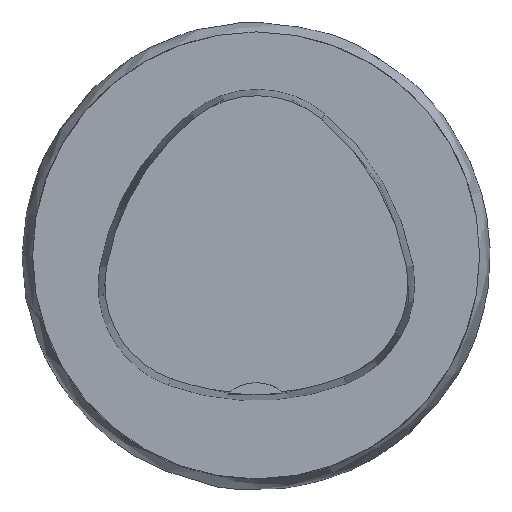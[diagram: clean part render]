
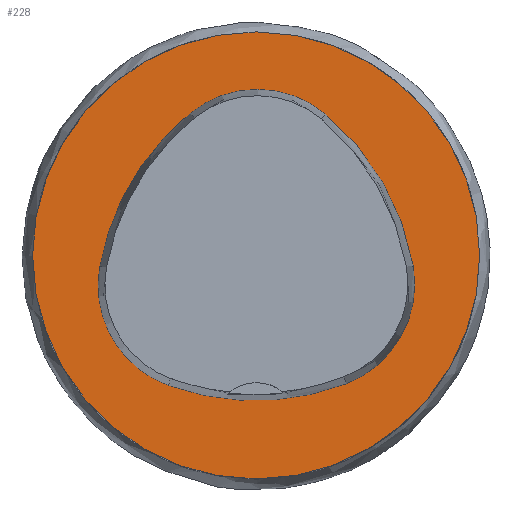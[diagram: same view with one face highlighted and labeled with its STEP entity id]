
A CAD part, top view. The second image highlights one B-rep face of the part: STEP entity #228.
In plain terms, the highlighted planar face has unit normal (0, 0, 1).
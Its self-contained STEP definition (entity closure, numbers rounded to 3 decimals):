
#204=FACE_BOUND('',#321,.T.);
#205=FACE_BOUND('',#322,.T.);
#228=ADVANCED_FACE('',(#204,#205),#247,.T.);
#247=PLANE('',#771);
#321=EDGE_LOOP('',(#416,#417,#418,#419,#420,#421));
#322=EDGE_LOOP('',(#422));
#416=ORIENTED_EDGE('',*,*,#558,.T.);
#417=ORIENTED_EDGE('',*,*,#538,.T.);
#418=ORIENTED_EDGE('',*,*,#542,.T.);
#419=ORIENTED_EDGE('',*,*,#545,.T.);
#420=ORIENTED_EDGE('',*,*,#548,.T.);
#421=ORIENTED_EDGE('',*,*,#556,.T.);
#422=ORIENTED_EDGE('',*,*,#529,.F.);
#482=VERTEX_POINT('',#1068);
#491=VERTEX_POINT('',#1087);
#492=VERTEX_POINT('',#1088);
#495=VERTEX_POINT('',#1096);
#497=VERTEX_POINT('',#1102);
#499=VERTEX_POINT('',#1108);
#506=VERTEX_POINT('',#1129);
#529=EDGE_CURVE('',#482,#482,#583,.T.);
#538=EDGE_CURVE('',#491,#492,#584,.T.);
#542=EDGE_CURVE('',#492,#495,#586,.T.);
#545=EDGE_CURVE('',#495,#497,#588,.T.);
#548=EDGE_CURVE('',#497,#499,#590,.T.);
#556=EDGE_CURVE('',#499,#506,#594,.T.);
#558=EDGE_CURVE('',#506,#491,#596,.T.);
#583=CIRCLE('',#743,31.5);
#584=CIRCLE('',#749,36.);
#586=CIRCLE('',#752,15.);
#588=CIRCLE('',#755,36.);
#590=CIRCLE('',#758,15.);
#594=CIRCLE('',#763,36.);
#596=CIRCLE('',#766,15.);
#743=AXIS2_PLACEMENT_3D('',#1067,#874,#875);
#749=AXIS2_PLACEMENT_3D('',#1086,#890,#891);
#752=AXIS2_PLACEMENT_3D('',#1095,#898,#899);
#755=AXIS2_PLACEMENT_3D('',#1101,#905,#906);
#758=AXIS2_PLACEMENT_3D('',#1107,#912,#913);
#763=AXIS2_PLACEMENT_3D('',#1130,#924,#925);
#766=AXIS2_PLACEMENT_3D('',#1133,#930,#931);
#771=AXIS2_PLACEMENT_3D('',#1138,#940,#941);
#874=DIRECTION('',(0.,0.,-1.));
#875=DIRECTION('',(-1.,0.,0.));
#890=DIRECTION('',(0.,0.,-1.));
#891=DIRECTION('',(-1.,0.,0.));
#898=DIRECTION('',(0.,0.,-1.));
#899=DIRECTION('',(-1.,0.,0.));
#905=DIRECTION('',(0.,0.,-1.));
#906=DIRECTION('',(-1.,0.,0.));
#912=DIRECTION('',(0.,0.,-1.));
#913=DIRECTION('',(-1.,0.,0.));
#924=DIRECTION('',(0.,0.,-1.));
#925=DIRECTION('',(-1.,0.,0.));
#930=DIRECTION('',(0.,0.,-1.));
#931=DIRECTION('',(-1.,0.,0.));
#940=DIRECTION('',(0.,0.,1.));
#941=DIRECTION('',(1.,0.,0.));
#1067=CARTESIAN_POINT('',(0.,0.,0.));
#1068=CARTESIAN_POINT('',(-31.5,0.,0.));
#1086=CARTESIAN_POINT('',(13.398,-7.893,0.));
#1087=CARTESIAN_POINT('',(-22.041,-1.562,0.));
#1088=CARTESIAN_POINT('',(-9.317,20.036,0.));
#1095=CARTESIAN_POINT('',(0.148,8.399,0.));
#1096=CARTESIAN_POINT('',(9.779,19.898,0.));
#1101=CARTESIAN_POINT('',(-13.337,-7.7,0.));
#1102=CARTESIAN_POINT('',(22.122,-1.48,0.));
#1107=CARTESIAN_POINT('',(7.347,-4.071,0.));
#1108=CARTESIAN_POINT('',(12.693,-18.087,0.));
#1129=CARTESIAN_POINT('',(-12.373,-18.307,0.));
#1130=CARTESIAN_POINT('',(-0.137,15.55,0.));
#1133=CARTESIAN_POINT('',(-7.275,-4.2,0.));
#1138=CARTESIAN_POINT('',(0.,0.,0.));
